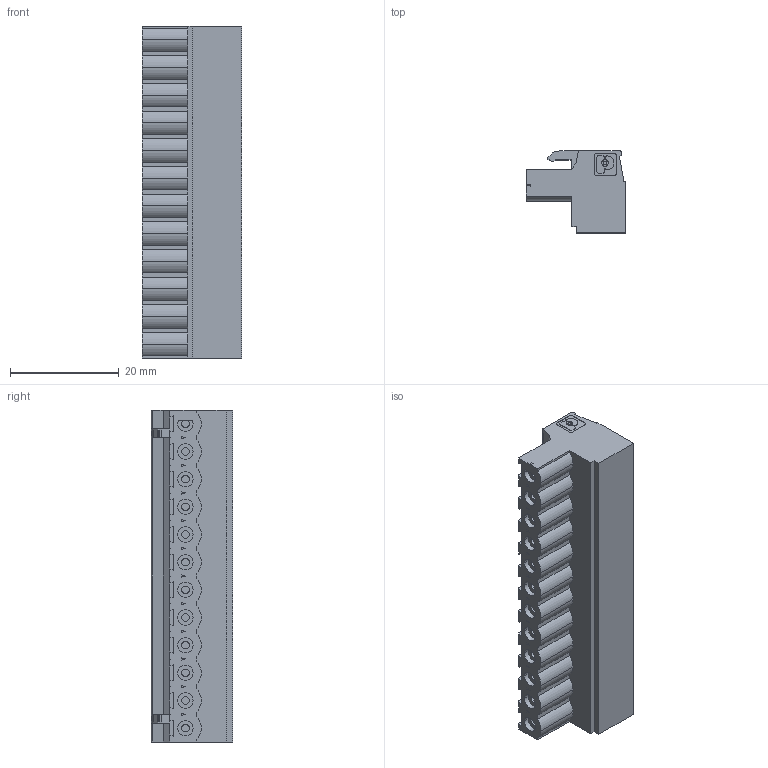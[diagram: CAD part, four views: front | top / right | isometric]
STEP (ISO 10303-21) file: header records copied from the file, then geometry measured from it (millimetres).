
FILE_DESCRIPTION(('SolidDesigner STEP Export'),'1');
FILE_NAME('mstbt_2.5-12-st-5.08.stp','2000-07-10T16:29:31',(''),(''), 'SolidDesigner STEP processor Version: 7.0(Mar 1999)for AP214(CD)(Solid Model)', 'CoCreate SolidDesigner: 07.50 21-Dec-99(C) CoCreate Software GmbH','');
FILE_SCHEMA(('AUTOMOTIVE_DESIGN_CC2 {1 2 10303 214 -1 1 5 1}'));
Length unit declared in the file: millimetre
Products named in the file (2): mstbt_2.5-12-st-5.08
Assembly tree (1 placements, depth 2):
  mstbt_2.5-12-st-5.08
    mstbt_2.5-12-st-5.08
Bounding box: 18.2 x 15 x 60.96 mm (x, y, z)
Volume: 10362.6 mm3; surface area: 5794.7 mm2
Topology: 1 solids, 1 shells, 659 faces, 1646 edges, 1077 vertices
Faces by surface type: plane 473, cylinder 186
Entity records: 23423 total; most frequent: ORIENTED_EDGE 3292, CARTESIAN_POINT 3086, DIRECTION 2836, EDGE_CURVE 1646, VECTOR 1182, LINE 1182, VERTEX_POINT 1077, AXIS2_PLACEMENT_3D 827
